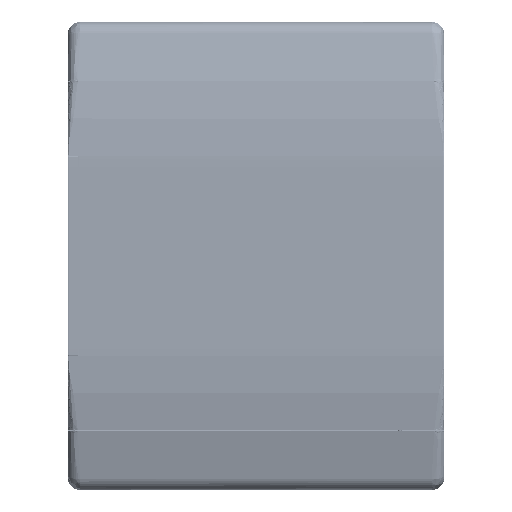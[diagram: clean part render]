
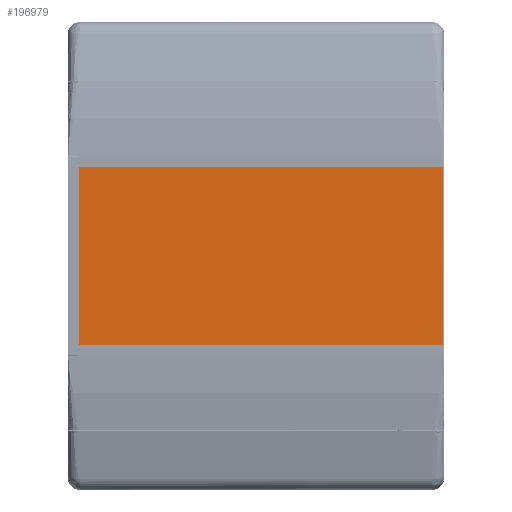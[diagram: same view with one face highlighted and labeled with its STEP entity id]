
A CAD part, top view. The second image highlights one B-rep face of the part: STEP entity #196979.
In plain terms, the highlighted planar face has unit normal (0, 0, 1).
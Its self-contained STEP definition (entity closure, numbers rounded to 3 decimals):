
#2394 = LINE ( 'NONE', #241017, #77939 ) ;
#4622 = VERTEX_POINT ( 'NONE', #77753 ) ;
#15488 = CARTESIAN_POINT ( 'NONE',  ( 345.19, -54.215, 396.902 ) ) ;
#16427 = DIRECTION ( 'NONE',  ( 1., 0., 0. ) ) ;
#32091 = CARTESIAN_POINT ( 'NONE',  ( 345.19, -46.215, 396.902 ) ) ;
#45007 = B_SPLINE_CURVE_WITH_KNOTS ( 'NONE', 1,
 ( #32091, #150457 ),
 .UNSPECIFIED., .F., .F.,
 ( 2, 2 ),
 ( 0., 1. ),
 .UNSPECIFIED. ) ;
#46919 = ORIENTED_EDGE ( 'NONE', *, *, #362128, .T. ) ;
#52575 = CARTESIAN_POINT ( 'NONE',  ( 61.19, -120.215, 396.902 ) ) ;
#65171 = EDGE_CURVE ( 'NONE', #185328, #4622, #326700, .T. ) ;
#65477 = DIRECTION ( 'NONE',  ( 0., 1., 0. ) ) ;
#71883 = PLANE ( 'NONE',  #303045 ) ;
#77753 = CARTESIAN_POINT ( 'NONE',  ( 345.19, 19.785, 396.902 ) ) ;
#77939 = VECTOR ( 'NONE', #65477, 1000. ) ;
#82624 = ORIENTED_EDGE ( 'NONE', *, *, #65171, .T. ) ;
#86821 = EDGE_CURVE ( 'NONE', #185328, #124799, #45007, .T. ) ;
#90275 = DIRECTION ( 'NONE',  ( 0., 0., 1. ) ) ;
#98458 = EDGE_CURVE ( 'NONE', #283130, #4622, #310240, .T. ) ;
#108690 = ORIENTED_EDGE ( 'NONE', *, *, #125807, .F. ) ;
#124799 = VERTEX_POINT ( 'NONE', #328256 ) ;
#125807 = EDGE_CURVE ( 'NONE', #329664, #283130, #2394, .T. ) ;
#127883 = CARTESIAN_POINT ( 'NONE',  ( 345.19, -98.215, 396.902 ) ) ;
#131824 = CARTESIAN_POINT ( 'NONE',  ( 345.19, -120.215, 396.902 ) ) ;
#150457 = CARTESIAN_POINT ( 'NONE',  ( 345.19, -54.215, 396.902 ) ) ;
#152104 = EDGE_LOOP ( 'NONE', ( #259728, #108690, #243153, #46919, #212589, #82624 ) ) ;
#153772 = CARTESIAN_POINT ( 'NONE',  ( 345.19, -24.215, 396.902 ) ) ;
#185328 = VERTEX_POINT ( 'NONE', #341002 ) ;
#189084 = CARTESIAN_POINT ( 'NONE',  ( 345.19, -46.215, 396.902 ) ) ;
#196979 = ADVANCED_FACE ( 'NONE', ( #280907 ), #71883, .T. ) ;
#208429 = EDGE_CURVE ( 'NONE', #261576, #329664, #257738, .T. ) ;
#212589 = ORIENTED_EDGE ( 'NONE', *, *, #86821, .F. ) ;
#238778 = VECTOR ( 'NONE', #16427, 1000. ) ;
#241017 = CARTESIAN_POINT ( 'NONE',  ( 60.39, -500118.215, 396.902 ) ) ;
#243153 = ORIENTED_EDGE ( 'NONE', *, *, #208429, .F. ) ;
#244935 = CARTESIAN_POINT ( 'NONE',  ( 60.39, 19.785, 396.902 ) ) ;
#249021 = CARTESIAN_POINT ( 'NONE',  ( 60.39, -120.215, 396.902 ) ) ;
#251127 = CARTESIAN_POINT ( 'NONE',  ( 61.19, 19.785, 396.902 ) ) ;
#257738 = LINE ( 'NONE', #52575, #355396 ) ;
#259728 = ORIENTED_EDGE ( 'NONE', *, *, #98458, .F. ) ;
#261576 = VERTEX_POINT ( 'NONE', #281513 ) ;
#274016 = CARTESIAN_POINT ( 'NONE',  ( 345.19, -2.215, 396.902 ) ) ;
#280907 = FACE_OUTER_BOUND ( 'NONE', #152104, .T. ) ;
#281513 = CARTESIAN_POINT ( 'NONE',  ( 345.19, -120.215, 396.902 ) ) ;
#283130 = VERTEX_POINT ( 'NONE', #244935 ) ;
#285613 = CARTESIAN_POINT ( 'NONE',  ( 345.19, -76.215, 396.902 ) ) ;
#301210 = DIRECTION ( 'NONE',  ( -1., 0., 0. ) ) ;
#303045 = AXIS2_PLACEMENT_3D ( 'NONE', #360578, #90275, #301210 ) ;
#310240 = LINE ( 'NONE', #251127, #238778 ) ;
#326700 = B_SPLINE_CURVE_WITH_KNOTS ( 'NONE', 3,
 ( #189084, #153772, #274016, #339165 ),
 .UNSPECIFIED., .F., .F.,
 ( 4, 4 ),
 ( 1., 1. ),
 .UNSPECIFIED. ) ;
#328256 = CARTESIAN_POINT ( 'NONE',  ( 345.19, -54.215, 396.902 ) ) ;
#329664 = VERTEX_POINT ( 'NONE', #249021 ) ;
#339147 = B_SPLINE_CURVE_WITH_KNOTS ( 'NONE', 3,
 ( #131824, #127883, #285613, #15488 ),
 .UNSPECIFIED., .F., .F.,
 ( 4, 4 ),
 ( 1., 1. ),
 .UNSPECIFIED. ) ;
#339165 = CARTESIAN_POINT ( 'NONE',  ( 345.19, 19.785, 396.902 ) ) ;
#341002 = CARTESIAN_POINT ( 'NONE',  ( 345.19, -46.215, 396.902 ) ) ;
#355396 = VECTOR ( 'NONE', #378129, 1000. ) ;
#360578 = CARTESIAN_POINT ( 'NONE',  ( 61.19, -500118.215, 396.902 ) ) ;
#362128 = EDGE_CURVE ( 'NONE', #261576, #124799, #339147, .T. ) ;
#378129 = DIRECTION ( 'NONE',  ( -1., 0., 0. ) ) ;
